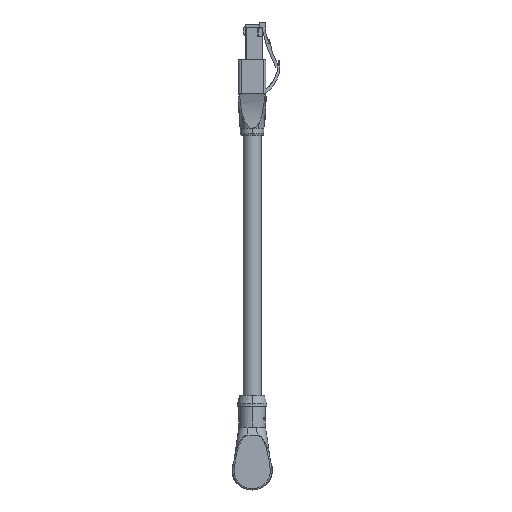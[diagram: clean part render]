
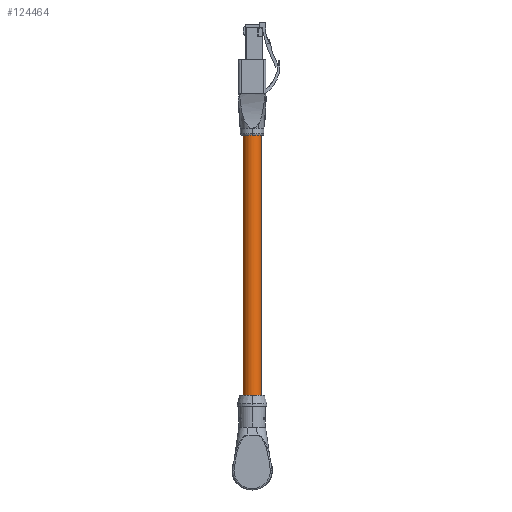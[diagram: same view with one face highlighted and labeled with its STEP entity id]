
A CAD part, front view. The second image highlights one B-rep face of the part: STEP entity #124464.
In plain terms, the highlighted cylindrical face has radius 3.375 mm (diameter 6.75 mm), a partial arc.
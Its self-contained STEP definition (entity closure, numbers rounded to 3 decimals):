
#1042 = CARTESIAN_POINT ( 'NONE',  ( -65., 0., -3.375 ) ) ;
#5037 = EDGE_CURVE ( 'NONE', #82019, #75329, #114832, .T. ) ;
#8370 = EDGE_CURVE ( 'NONE', #82019, #24871, #103897, .T. ) ;
#16516 = DIRECTION ( 'NONE',  ( 1., 0., 0. ) ) ;
#23783 = DIRECTION ( 'NONE',  ( 0., 0., 1. ) ) ;
#23938 = DIRECTION ( 'NONE',  ( -1., 0., 0. ) ) ;
#24291 = DIRECTION ( 'NONE',  ( -1., 0., 0. ) ) ;
#24871 = VERTEX_POINT ( 'NONE', #100292 ) ;
#27205 = CARTESIAN_POINT ( 'NONE',  ( -65., 0., 0. ) ) ;
#29311 = DIRECTION ( 'NONE',  ( 1., 0., 0. ) ) ;
#34455 = CARTESIAN_POINT ( 'NONE',  ( -65., 0., 3.375 ) ) ;
#37661 = ORIENTED_EDGE ( 'NONE', *, *, #8370, .F. ) ;
#39764 = CARTESIAN_POINT ( 'NONE',  ( 65., 0., 3.375 ) ) ;
#46627 = CARTESIAN_POINT ( 'NONE',  ( 65., 0., 0. ) ) ;
#51071 = VERTEX_POINT ( 'NONE', #1042 ) ;
#51455 = DIRECTION ( 'NONE',  ( -1., 0., 0. ) ) ;
#53641 = EDGE_LOOP ( 'NONE', ( #73327, #37661, #125121, #100262 ) ) ;
#54114 = CARTESIAN_POINT ( 'NONE',  ( 65., 0., 0. ) ) ;
#56882 = CIRCLE ( 'NONE', #61048, 3.375 ) ;
#57377 = AXIS2_PLACEMENT_3D ( 'NONE', #46627, #24291, #23783 ) ;
#59863 = CYLINDRICAL_SURFACE ( 'NONE', #57377, 3.375 ) ;
#61048 = AXIS2_PLACEMENT_3D ( 'NONE', #27205, #16516, #98037 ) ;
#71778 = CARTESIAN_POINT ( 'NONE',  ( 65., 0., 3.375 ) ) ;
#73327 = ORIENTED_EDGE ( 'NONE', *, *, #135380, .F. ) ;
#75329 = VERTEX_POINT ( 'NONE', #34455 ) ;
#82019 = VERTEX_POINT ( 'NONE', #71778 ) ;
#82692 = CARTESIAN_POINT ( 'NONE',  ( 65., 0., -3.375 ) ) ;
#88440 = VECTOR ( 'NONE', #51455, 1000. ) ;
#91912 = EDGE_CURVE ( 'NONE', #75329, #51071, #56882, .T. ) ;
#98037 = DIRECTION ( 'NONE',  ( 0., 0., -1. ) ) ;
#100262 = ORIENTED_EDGE ( 'NONE', *, *, #91912, .T. ) ;
#100292 = CARTESIAN_POINT ( 'NONE',  ( 65., 0., -3.375 ) ) ;
#103897 = CIRCLE ( 'NONE', #127792, 3.375 ) ;
#110272 = DIRECTION ( 'NONE',  ( 0., 0., -1. ) ) ;
#112168 = VECTOR ( 'NONE', #23938, 1000. ) ;
#114097 = FACE_OUTER_BOUND ( 'NONE', #53641, .T. ) ;
#114832 = LINE ( 'NONE', #39764, #88440 ) ;
#124464 = ADVANCED_FACE ( 'NONE', ( #114097 ), #59863, .T. ) ;
#125121 = ORIENTED_EDGE ( 'NONE', *, *, #5037, .T. ) ;
#127792 = AXIS2_PLACEMENT_3D ( 'NONE', #54114, #29311, #110272 ) ;
#133932 = LINE ( 'NONE', #82692, #112168 ) ;
#135380 = EDGE_CURVE ( 'NONE', #24871, #51071, #133932, .T. ) ;
